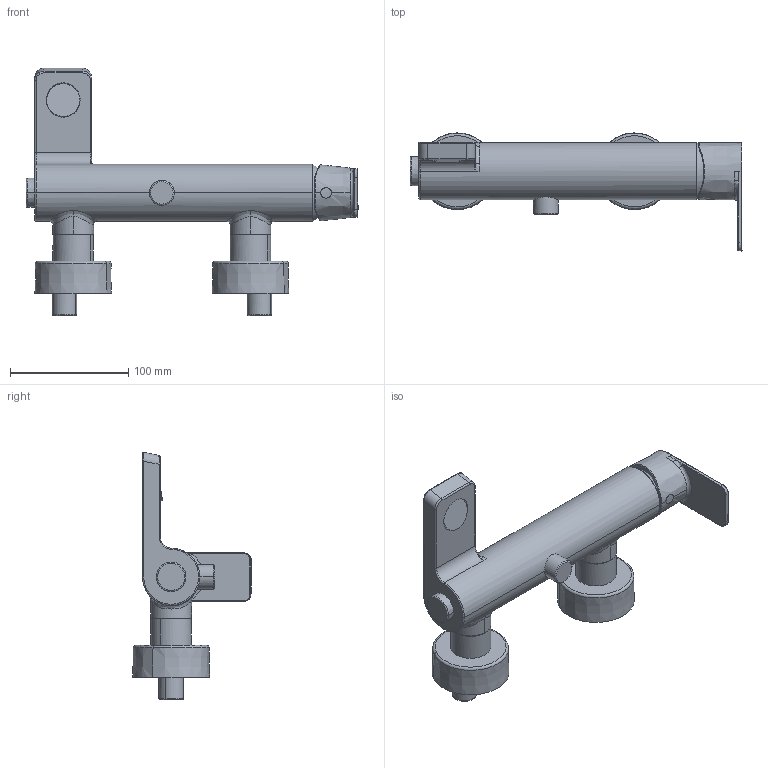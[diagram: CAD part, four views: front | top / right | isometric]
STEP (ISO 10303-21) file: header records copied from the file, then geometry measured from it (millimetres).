
FILE_DESCRIPTION (( 'STEP AP203' ), '1' );
FILE_NAME ('4840U(2022)+57742173(2021).STEP', '2021-10-08T07:47:07', ( '' ), ( '' ), 'SwSTEP 2.0', 'SolidWorks 2016', '' );
FILE_SCHEMA (( 'CONFIG_CONTROL_DESIGN' ));
Length unit declared in the file: millimetre
Products named in the file (1): 4840U(2022)+57742173(2021)
Bounding box: 281.04 x 100.22 x 209.49 mm (x, y, z)
Volume: 719583.3 mm3; surface area: 112425.2 mm2
Topology: 1 solids, 1 shells, 342 faces, 826 edges, 496 vertices
Faces by surface type: bspline 135, cylinder 92, plane 69, torus 25, cone 12, sphere 9
Entity records: 23883 total; most frequent: CARTESIAN_POINT 16980, ORIENTED_EDGE 1632, DIRECTION 1070, EDGE_CURVE 816, VERTEX_POINT 495, AXIS2_PLACEMENT_3D 431, EDGE_LOOP 369, B_SPLINE_CURVE_WITH_KNOTS 348
